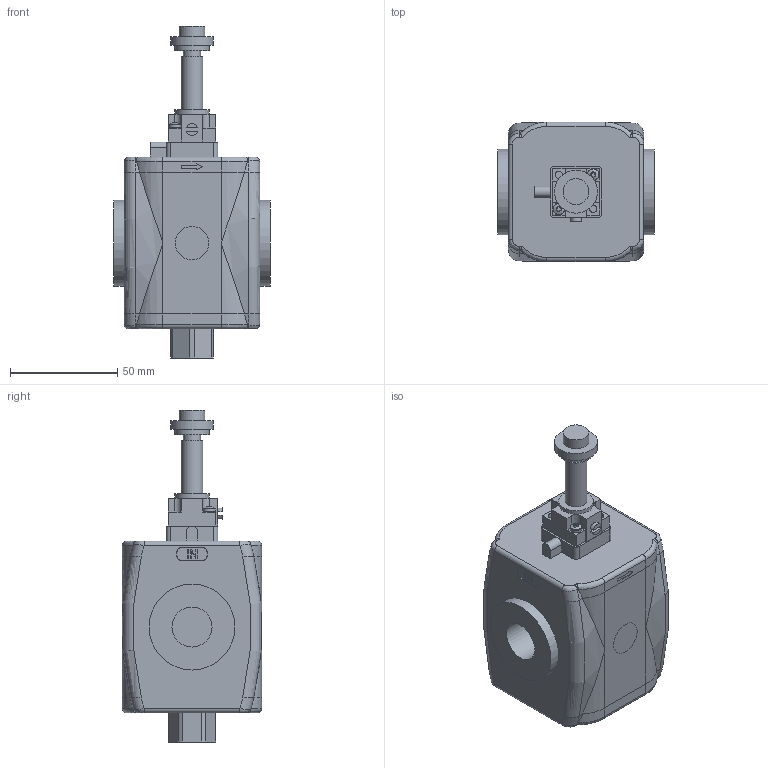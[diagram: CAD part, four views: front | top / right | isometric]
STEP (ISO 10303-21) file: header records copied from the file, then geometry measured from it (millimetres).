
FILE_DESCRIPTION((''),'2;1');
FILE_NAME('#173BVEB2.iam.step','2010-08-25T14:11:13',(''),(''),'Autodesk Inventor 2010','Autodesk Inventor 2010','');
FILE_SCHEMA(('AUTOMOTIVE_DESIGN { 1 0 10303 214 1 1 1 1 }'));
Length unit declared in the file: millimetre
Products named in the file (4): #173BVEB2; #173BVE; M2; VAPTRX3x12
Assembly tree (4 placements, depth 2):
  #173BVEB2
    #173BVE
    M2
    VAPTRX3x12  x2
Bounding box: 73 x 65 x 154.5 mm (x, y, z)
Volume: 338816.4 mm3; surface area: 37209.2 mm2
Topology: 4 solids, 4 shells, 357 faces, 845 edges, 527 vertices
Faces by surface type: plane 141, cylinder 108, bspline 80, torus 24, cone 2, sphere 2
Full cylindrical faces by diameter (mm): 3 x2, 5.5 x2, 8 x1, 10 x1, 12 x1, 16 x2, 20 x1, 23.8 x1, 28.8 x1, 40 x1
Entity records: 10271 total; most frequent: CARTESIAN_POINT 3125, ORIENTED_EDGE 1446, DIRECTION 1345, EDGE_CURVE 723, VERTEX_POINT 470, AXIS2_PLACEMENT_3D 462, VECTOR 421, LINE 421
